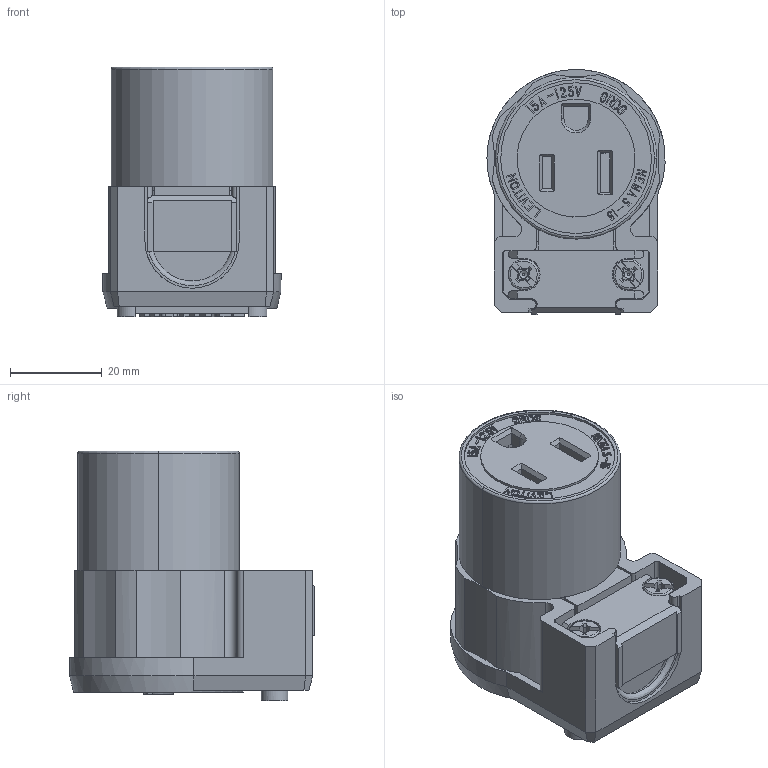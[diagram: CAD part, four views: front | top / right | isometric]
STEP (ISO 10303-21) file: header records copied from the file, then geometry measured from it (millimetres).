
FILE_DESCRIPTION (( 'STEP AP214' ), '1' );
FILE_NAME ('CATSTD-05269-0CA-M01.STEP', '2022-03-30T14:57:28', ( '' ), ( '' ), 'SwSTEP 2.0', 'SolidWorks 2020', '' );
FILE_SCHEMA (( 'AUTOMOTIVE_DESIGN' ));
Length unit declared in the file: inch
Products named in the file (1): CATSTD-05269-0CA-M01
Bounding box: 38.91 x 53.55 x 54.56 mm (x, y, z)
Volume: 58964.3 mm3; surface area: 24399.2 mm2
Topology: 2 solids, 9 shells, 1425 faces, 4026 edges, 2673 vertices
Faces by surface type: plane 1178, cylinder 183, cone 30, torus 26, bspline 6, sphere 2
Full cylindrical faces by diameter (mm): 2.896 x2, 3.683 x2, 6.655 x3, 7.518 x1, 25.756 x1
Entity records: 65095 total; most frequent: CARTESIAN_POINT 10521, ORIENTED_EDGE 7962, DIRECTION 6883, EDGE_CURVE 3981, VECTOR 3319, LINE 3319, VERTEX_POINT 2656, AXIS2_PLACEMENT_3D 1782
